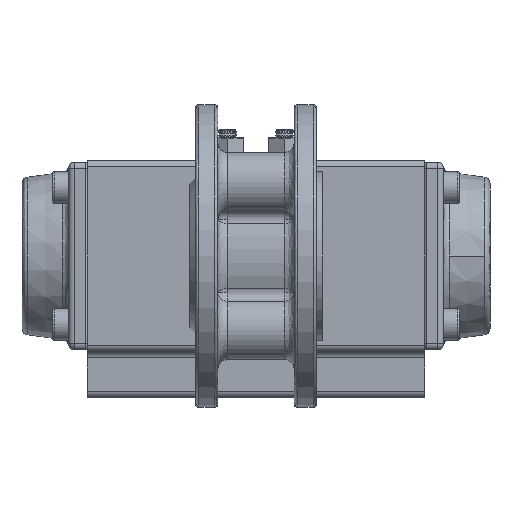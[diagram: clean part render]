
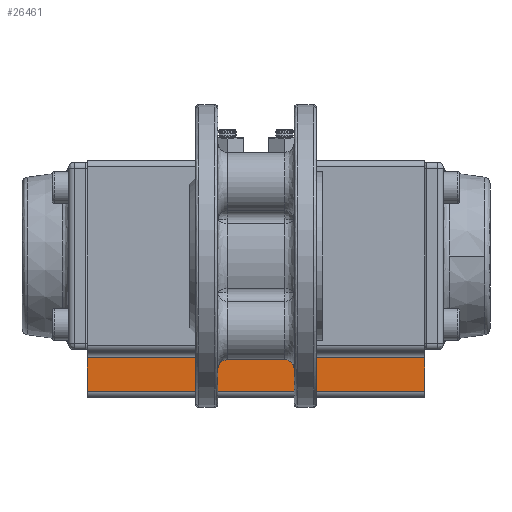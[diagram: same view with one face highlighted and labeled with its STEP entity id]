
A CAD part, front view. The second image highlights one B-rep face of the part: STEP entity #26461.
In plain terms, the highlighted planar face has unit normal (0, 1, 0).
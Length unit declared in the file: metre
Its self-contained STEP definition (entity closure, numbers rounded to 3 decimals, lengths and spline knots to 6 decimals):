
#4013 = VECTOR ( 'NONE', #25799, 1. ) ;
#5701 = DIRECTION ( 'NONE',  ( 0., 1., 0. ) ) ;
#7924 = DIRECTION ( 'NONE',  ( 0., 0., 1. ) ) ;
#11082 = CARTESIAN_POINT ( 'NONE',  ( -0.0598, 0.073918, 0.0645 ) ) ;
#12975 = CARTESIAN_POINT ( 'NONE',  ( 0.0462, 0.073918, 0.0645 ) ) ;
#16428 = CARTESIAN_POINT ( 'NONE',  ( 0.0462, 0.073918, 0.054 ) ) ;
#18910 = LINE ( 'NONE', #65791, #4013 ) ;
#19522 = VECTOR ( 'NONE', #38407, 1. ) ;
#19930 = EDGE_CURVE ( 'NONE', #20661, #27351, #50835, .T. ) ;
#20465 = CARTESIAN_POINT ( 'NONE',  ( 0.0462, 0.073918, 0.054 ) ) ;
#20661 = VERTEX_POINT ( 'NONE', #67433 ) ;
#23284 = VERTEX_POINT ( 'NONE', #12975 ) ;
#24269 = ORIENTED_EDGE ( 'NONE', *, *, #31410, .T. ) ;
#25799 = DIRECTION ( 'NONE',  ( 1., 0., 0. ) ) ;
#26461 = ADVANCED_FACE ( 'NONE', ( #34117 ), #28684, .T. ) ;
#26965 = VECTOR ( 'NONE', #7924, 1. ) ;
#27351 = VERTEX_POINT ( 'NONE', #11082 ) ;
#27854 = VECTOR ( 'NONE', #38192, 1. ) ;
#28684 = PLANE ( 'NONE',  #42270 ) ;
#29816 = CARTESIAN_POINT ( 'NONE',  ( 0.0462, 0.073918, 0.054 ) ) ;
#31410 = EDGE_CURVE ( 'NONE', #23284, #48566, #31457, .T. ) ;
#31457 = LINE ( 'NONE', #54929, #19522 ) ;
#31927 = ORIENTED_EDGE ( 'NONE', *, *, #53657, .T. ) ;
#34117 = FACE_OUTER_BOUND ( 'NONE', #68253, .T. ) ;
#38192 = DIRECTION ( 'NONE',  ( -1., 0., 0. ) ) ;
#38407 = DIRECTION ( 'NONE',  ( 0., 0., -1. ) ) ;
#41809 = ORIENTED_EDGE ( 'NONE', *, *, #45596, .T. ) ;
#42270 = AXIS2_PLACEMENT_3D ( 'NONE', #16428, #5701, #52540 ) ;
#43282 = CARTESIAN_POINT ( 'NONE',  ( -0.0598, 0.073918, 0.054 ) ) ;
#45596 = EDGE_CURVE ( 'NONE', #27351, #23284, #18910, .T. ) ;
#48566 = VERTEX_POINT ( 'NONE', #29816 ) ;
#50835 = LINE ( 'NONE', #43282, #26965 ) ;
#52540 = DIRECTION ( 'NONE',  ( -1., 0., 0. ) ) ;
#53657 = EDGE_CURVE ( 'NONE', #48566, #20661, #53951, .T. ) ;
#53951 = LINE ( 'NONE', #20465, #27854 ) ;
#54929 = CARTESIAN_POINT ( 'NONE',  ( 0.0462, 0.073918, 0.054 ) ) ;
#59269 = ORIENTED_EDGE ( 'NONE', *, *, #19930, .T. ) ;
#65791 = CARTESIAN_POINT ( 'NONE',  ( 0.0462, 0.073918, 0.0645 ) ) ;
#67433 = CARTESIAN_POINT ( 'NONE',  ( -0.0598, 0.073918, 0.054 ) ) ;
#68253 = EDGE_LOOP ( 'NONE', ( #31927, #59269, #41809, #24269 ) ) ;
